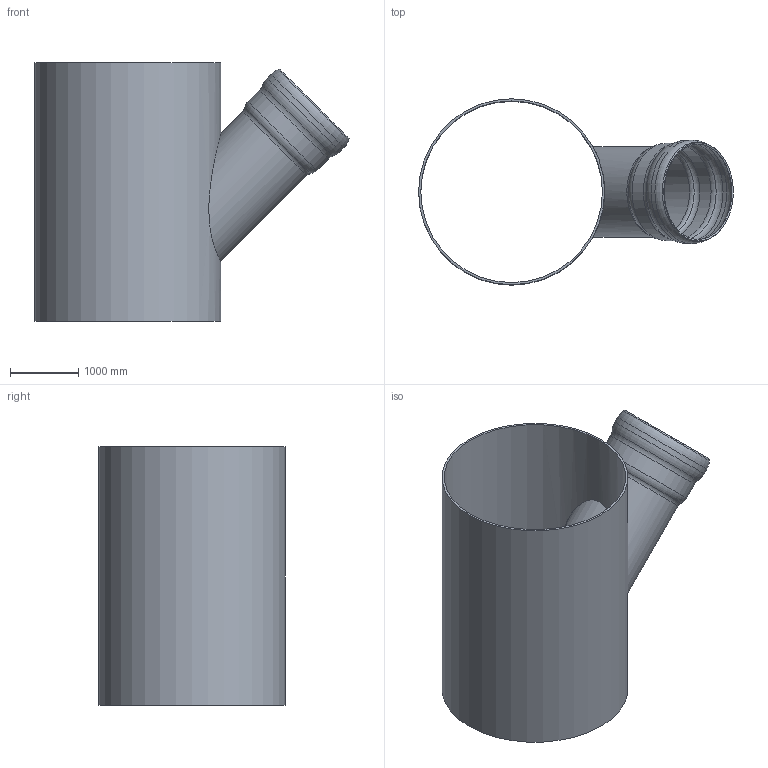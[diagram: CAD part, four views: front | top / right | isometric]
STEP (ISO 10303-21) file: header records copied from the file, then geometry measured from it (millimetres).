
FILE_DESCRIPTION(/* description */ (''),/* implementation_level */ '2;1');
FILE_NAME(/* name */ '02260.HE0X_3D.stp',/* time_stamp */ '2024-12-11T13:29:38+01:00',/* author */ ('CAD'),/* organization */ (''),/* preprocessor_version */ 'ST-DEVELOPER v20',/* originating_system */ 'AutoCAD Mechanical',/* authorisation */ '');
FILE_SCHEMA (('AUTOMOTIVE_DESIGN { 1 0 10303 214 3 1 1 }'));
Length unit declared in the file: centimetre
Products named in the file (1): Product
Bounding box: 4619.57 x 2730 x 3800 mm (x, y, z)
Volume: 1192112938.6 mm3; surface area: 79396817.7 mm2
Topology: 2 solids, 2 shells, 25 faces, 68 edges, 46 vertices
Faces by surface type: cylinder 10, torus 10, cone 3, plane 2
Full cylindrical faces by diameter (mm): 1280 x2, 1330 x1, 1380 x1, 1430 x1, 1470 x1, 1520 x1, 2666 x1, 2730 x1
Entity records: 1363 total; most frequent: CARTESIAN_POINT 657, DIRECTION 154, ORIENTED_EDGE 132, AXIS2_PLACEMENT_3D 69, EDGE_CURVE 66, CIRCLE 43, VERTEX_POINT 42, EDGE_LOOP 28
